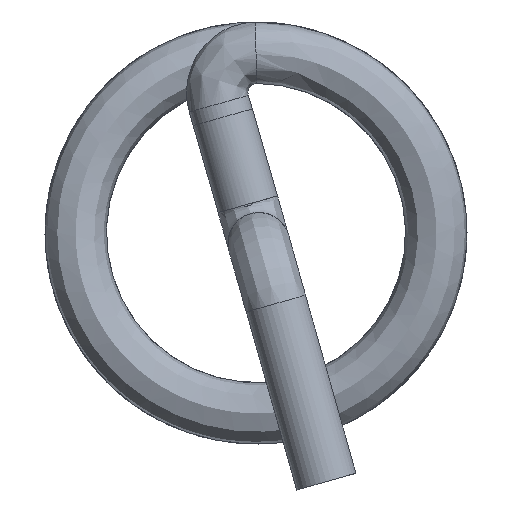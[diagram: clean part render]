
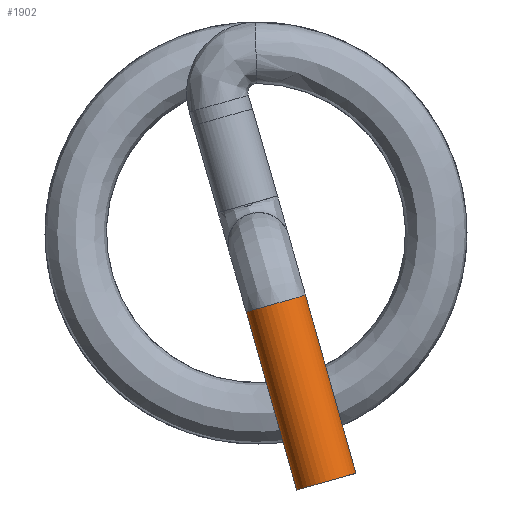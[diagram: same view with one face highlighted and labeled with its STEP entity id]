
A CAD part, front view. The second image highlights one B-rep face of the part: STEP entity #1902.
In plain terms, the highlighted cylindrical face has radius 0.403 mm (diameter 0.805 mm), a partial arc.
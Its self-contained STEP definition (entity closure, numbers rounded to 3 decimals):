
#48 = EDGE_CURVE ( 'NONE', #89, #1923, #2336, .T. ) ;
#65 = DIRECTION ( 'NONE',  ( 0.272, 0., -0.962 ) ) ;
#89 = VERTEX_POINT ( 'NONE', #873 ) ;
#133 = CARTESIAN_POINT ( 'NONE',  ( -0.128, -5.009, -1.029 ) ) ;
#270 = CIRCLE ( 'NONE', #2651, 0.403 ) ;
#331 = ORIENTED_EDGE ( 'NONE', *, *, #48, .T. ) ;
#386 = EDGE_CURVE ( 'NONE', #2063, #1923, #1630, .T. ) ;
#426 = FACE_OUTER_BOUND ( 'NONE', #1626, .T. ) ;
#433 = AXIS2_PLACEMENT_3D ( 'NONE', #887, #1079, #1327 ) ;
#480 = EDGE_CURVE ( 'NONE', #2063, #717, #270, .T. ) ;
#482 = VECTOR ( 'NONE', #1583, 1000. ) ;
#576 = CARTESIAN_POINT ( 'NONE',  ( -0.128, -5.009, -1.029 ) ) ;
#587 = DIRECTION ( 'NONE',  ( -0.962, 0., -0.272 ) ) ;
#663 = DIRECTION ( 'NONE',  ( -0.962, 0., -0.272 ) ) ;
#717 = VERTEX_POINT ( 'NONE', #133 ) ;
#812 = LINE ( 'NONE', #576, #482 ) ;
#873 = CARTESIAN_POINT ( 'NONE',  ( 0.529, -5.009, -3.35 ) ) ;
#887 = CARTESIAN_POINT ( 'NONE',  ( 0.916, -5.009, -3.241 ) ) ;
#939 = CARTESIAN_POINT ( 'NONE',  ( 1.303, -5.009, -3.131 ) ) ;
#1079 = DIRECTION ( 'NONE',  ( -0.272, 0., 0.962 ) ) ;
#1119 = VECTOR ( 'NONE', #65, 1000. ) ;
#1132 = CARTESIAN_POINT ( 'NONE',  ( 0.259, -5.009, -0.92 ) ) ;
#1189 = DIRECTION ( 'NONE',  ( 0.272, 0., -0.962 ) ) ;
#1313 = CARTESIAN_POINT ( 'NONE',  ( 0.647, -5.009, -0.81 ) ) ;
#1327 = DIRECTION ( 'NONE',  ( -0.962, 0., -0.272 ) ) ;
#1404 = CARTESIAN_POINT ( 'NONE',  ( 0.647, -5.009, -0.81 ) ) ;
#1452 = EDGE_CURVE ( 'NONE', #717, #89, #812, .T. ) ;
#1583 = DIRECTION ( 'NONE',  ( 0.272, 0., -0.962 ) ) ;
#1626 = EDGE_LOOP ( 'NONE', ( #2999, #2982, #3068, #331 ) ) ;
#1630 = LINE ( 'NONE', #1313, #1119 ) ;
#1756 = AXIS2_PLACEMENT_3D ( 'NONE', #2195, #1189, #663 ) ;
#1902 = ADVANCED_FACE ( 'NONE', ( #426 ), #2148, .T. ) ;
#1923 = VERTEX_POINT ( 'NONE', #939 ) ;
#2063 = VERTEX_POINT ( 'NONE', #1404 ) ;
#2148 = CYLINDRICAL_SURFACE ( 'NONE', #1756, 0.403 ) ;
#2195 = CARTESIAN_POINT ( 'NONE',  ( 0.259, -5.009, -0.92 ) ) ;
#2336 = CIRCLE ( 'NONE', #433, 0.403 ) ;
#2358 = DIRECTION ( 'NONE',  ( 0.272, 0., -0.962 ) ) ;
#2651 = AXIS2_PLACEMENT_3D ( 'NONE', #1132, #2358, #587 ) ;
#2982 = ORIENTED_EDGE ( 'NONE', *, *, #480, .T. ) ;
#2999 = ORIENTED_EDGE ( 'NONE', *, *, #386, .F. ) ;
#3068 = ORIENTED_EDGE ( 'NONE', *, *, #1452, .T. ) ;
